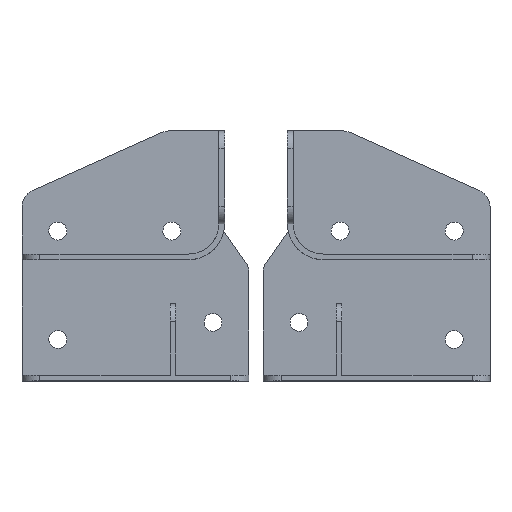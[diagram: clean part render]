
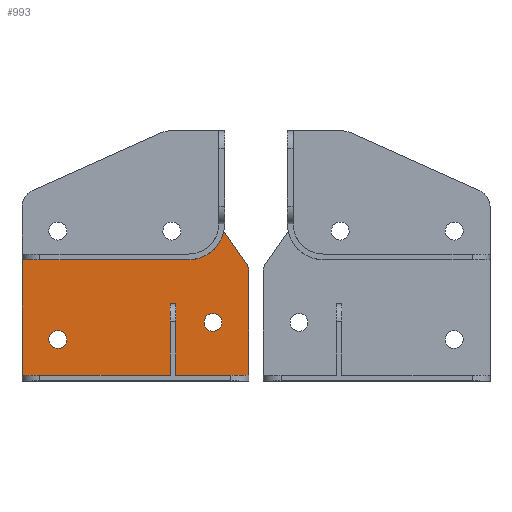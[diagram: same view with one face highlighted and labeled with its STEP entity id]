
A CAD part, top view. The second image highlights one B-rep face of the part: STEP entity #993.
In plain terms, the highlighted free-form (B-spline) face has degree [1, 1] with [2, 2] control points.
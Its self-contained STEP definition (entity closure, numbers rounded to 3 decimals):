
#286 = VERTEX_POINT('',#287);
#287 = CARTESIAN_POINT('',(-13.992,-11.194,
    2.239));
#292 = EDGE_CURVE('',#293,#286,#295,.T.);
#293 = VERTEX_POINT('',#294);
#294 = CARTESIAN_POINT('',(51.211,-11.194,
    2.239));
#295 = B_SPLINE_CURVE_WITH_KNOTS('',1,(#296,#297),.UNSPECIFIED.,.F.,.F.,
  (2,2),(-39.053,20.13),.PIECEWISE_BEZIER_KNOTS.);
#296 = CARTESIAN_POINT('',(51.211,-11.194,
    2.239));
#297 = CARTESIAN_POINT('',(-13.992,-11.194,
    2.239));
#336 = VERTEX_POINT('',#337);
#337 = CARTESIAN_POINT('',(-13.992,-56.388,
    2.239));
#342 = EDGE_CURVE('',#286,#336,#343,.T.);
#343 = B_SPLINE_CURVE_WITH_KNOTS('',1,(#344,#345),.UNSPECIFIED.,.F.,.F.,
  (2,2),(22.86,63.881),.PIECEWISE_BEZIER_KNOTS.);
#344 = CARTESIAN_POINT('',(-13.992,-11.194,
    2.239));
#345 = CARTESIAN_POINT('',(-13.992,-56.388,
    2.239));
#410 = VERTEX_POINT('',#411);
#411 = CARTESIAN_POINT('',(43.935,-56.388,2.239
    ));
#416 = EDGE_CURVE('',#336,#410,#417,.T.);
#417 = B_SPLINE_CURVE_WITH_KNOTS('',1,(#418,#419),.UNSPECIFIED.,.F.,.F.,
  (2,2),(0.,52.578),.PIECEWISE_BEZIER_KNOTS.);
#418 = CARTESIAN_POINT('',(-13.992,-56.388,
    2.239));
#419 = CARTESIAN_POINT('',(43.935,-56.388,2.239
    ));
#478 = VERTEX_POINT('',#479);
#479 = CARTESIAN_POINT('',(74.718,-16.197,
    2.239));
#484 = EDGE_CURVE('',#485,#478,#487,.T.);
#485 = VERTEX_POINT('',#486);
#486 = CARTESIAN_POINT('',(74.718,-56.388,
    2.239));
#487 = B_SPLINE_CURVE_WITH_KNOTS('',1,(#488,#489),.UNSPECIFIED.,.F.,.F.,
  (2,2),(0.,36.479),.PIECEWISE_BEZIER_KNOTS.);
#488 = CARTESIAN_POINT('',(74.718,-56.388,
    2.239));
#489 = CARTESIAN_POINT('',(74.718,-16.197,2.239
    ));
#564 = VERTEX_POINT('',#565);
#565 = CARTESIAN_POINT('',(46.174,-28.404,
    2.239));
#570 = EDGE_CURVE('',#571,#564,#573,.T.);
#571 = VERTEX_POINT('',#572);
#572 = CARTESIAN_POINT('',(43.935,-28.404,2.239
    ));
#573 = B_SPLINE_CURVE_WITH_KNOTS('',1,(#574,#575),.UNSPECIFIED.,.F.,.F.,
  (2,2),(27.178,29.21),.PIECEWISE_BEZIER_KNOTS.);
#574 = CARTESIAN_POINT('',(43.935,-28.404,2.239
    ));
#575 = CARTESIAN_POINT('',(46.174,-28.404,
    2.239));
#599 = VERTEX_POINT('',#600);
#600 = CARTESIAN_POINT('',(46.174,-56.388,
    2.239));
#605 = EDGE_CURVE('',#564,#599,#606,.T.);
#606 = B_SPLINE_CURVE_WITH_KNOTS('',1,(#607,#608),.UNSPECIFIED.,.F.,.F.,
  (2,2),(0.,25.4),.PIECEWISE_BEZIER_KNOTS.);
#607 = CARTESIAN_POINT('',(46.174,-28.404,
    2.239));
#608 = CARTESIAN_POINT('',(46.174,-56.388,
    2.239));
#655 = EDGE_CURVE('',#656,#478,#658,.T.);
#656 = VERTEX_POINT('',#657);
#657 = CARTESIAN_POINT('',(73.453,-12.185,
    2.239));
#658 = ( BOUNDED_CURVE() B_SPLINE_CURVE(2,(#659,#660,#661),
.UNSPECIFIED.,.F.,.F.) B_SPLINE_CURVE_WITH_KNOTS((3,3),(5.978,
6.589),.PIECEWISE_BEZIER_KNOTS.) CURVE() 
GEOMETRIC_REPRESENTATION_ITEM() RATIONAL_B_SPLINE_CURVE((1.,
0.954,1.)) REPRESENTATION_ITEM('') );
#659 = CARTESIAN_POINT('',(73.453,-12.185,
    2.239));
#660 = CARTESIAN_POINT('',(74.718,-13.992,
    2.239));
#661 = CARTESIAN_POINT('',(74.718,-16.197,
    2.239));
#683 = VERTEX_POINT('',#684);
#684 = CARTESIAN_POINT('',(64.921,0.003,
    2.239));
#689 = EDGE_CURVE('',#656,#683,#690,.T.);
#690 = B_SPLINE_CURVE_WITH_KNOTS('',1,(#691,#692),.UNSPECIFIED.,.F.,.F.,
  (2,2),(2.002,15.506),.PIECEWISE_BEZIER_KNOTS.);
#691 = CARTESIAN_POINT('',(73.453,-12.185,
    2.239));
#692 = CARTESIAN_POINT('',(64.921,0.003,
    2.239));
#967 = EDGE_CURVE('',#683,#293,#968,.T.);
#968 = ( BOUNDED_CURVE() B_SPLINE_CURVE(2,(#969,#970,#971),
.UNSPECIFIED.,.F.,.F.) B_SPLINE_CURVE_WITH_KNOTS((3,3),(4.914,
6.283),.PIECEWISE_BEZIER_KNOTS.) CURVE() 
GEOMETRIC_REPRESENTATION_ITEM() RATIONAL_B_SPLINE_CURVE((1.,
0.775,1.)) REPRESENTATION_ITEM('') );
#969 = CARTESIAN_POINT('',(64.921,0.003,
    2.239));
#970 = CARTESIAN_POINT('',(62.639,-11.194,
    2.239));
#971 = CARTESIAN_POINT('',(51.211,-11.194,
    2.239));
#993 = ADVANCED_FACE('',(#994,#1015,#1029),#1043,.T.);
#994 = FACE_BOUND('',#995,.T.);
#995 = EDGE_LOOP('',(#996,#997,#998,#999,#1000,#1001,#1002,#1007,#1008,
    #1009,#1014));
#996 = ORIENTED_EDGE('',*,*,#655,.F.);
#997 = ORIENTED_EDGE('',*,*,#689,.T.);
#998 = ORIENTED_EDGE('',*,*,#967,.T.);
#999 = ORIENTED_EDGE('',*,*,#292,.T.);
#1000 = ORIENTED_EDGE('',*,*,#342,.T.);
#1001 = ORIENTED_EDGE('',*,*,#416,.T.);
#1002 = ORIENTED_EDGE('',*,*,#1003,.F.);
#1003 = EDGE_CURVE('',#571,#410,#1004,.T.);
#1004 = B_SPLINE_CURVE_WITH_KNOTS('',1,(#1005,#1006),.UNSPECIFIED.,.F.,
  .F.,(2,2),(-6.35,19.05),.PIECEWISE_BEZIER_KNOTS.);
#1005 = CARTESIAN_POINT('',(43.935,-28.404,
    2.239));
#1006 = CARTESIAN_POINT('',(43.935,-56.388,
    2.239));
#1007 = ORIENTED_EDGE('',*,*,#570,.T.);
#1008 = ORIENTED_EDGE('',*,*,#605,.T.);
#1009 = ORIENTED_EDGE('',*,*,#1010,.T.);
#1010 = EDGE_CURVE('',#599,#485,#1011,.T.);
#1011 = B_SPLINE_CURVE_WITH_KNOTS('',1,(#1012,#1013),.UNSPECIFIED.,.F.,
  .F.,(2,2),(0.,25.908),.PIECEWISE_BEZIER_KNOTS.);
#1012 = CARTESIAN_POINT('',(46.174,-56.388,
    2.239));
#1013 = CARTESIAN_POINT('',(74.718,-56.388,
    2.239));
#1014 = ORIENTED_EDGE('',*,*,#484,.T.);
#1015 = FACE_BOUND('',#1016,.T.);
#1016 = EDGE_LOOP('',(#1017));
#1017 = ORIENTED_EDGE('',*,*,#1018,.T.);
#1018 = EDGE_CURVE('',#1019,#1019,#1021,.T.);
#1019 = VERTEX_POINT('',#1020);
#1020 = CARTESIAN_POINT('',(57.228,-35.68,
    2.239));
#1021 = ( BOUNDED_CURVE() B_SPLINE_CURVE(2,(#1022,#1023,#1024,#1025,
#1026,#1027,#1028),.UNSPECIFIED.,.T.,.F.) B_SPLINE_CURVE_WITH_KNOTS((3,2
    ,2,3),(3.142,5.236,7.33,9.425),
.PIECEWISE_BEZIER_KNOTS.) CURVE() GEOMETRIC_REPRESENTATION_ITEM() 
RATIONAL_B_SPLINE_CURVE((1.,0.5,1.,0.5,1.,0.5,1.)) REPRESENTATION_ITEM(
  '') );
#1022 = CARTESIAN_POINT('',(57.228,-35.68,
    2.239));
#1023 = CARTESIAN_POINT('',(57.228,-29.621,
    2.239));
#1024 = CARTESIAN_POINT('',(62.475,-32.651,
    2.239));
#1025 = CARTESIAN_POINT('',(67.722,-35.68,
    2.239));
#1026 = CARTESIAN_POINT('',(62.475,-38.709,
    2.239));
#1027 = CARTESIAN_POINT('',(57.228,-41.739,
    2.239));
#1028 = CARTESIAN_POINT('',(57.228,-35.68,
    2.239));
#1029 = FACE_BOUND('',#1030,.T.);
#1030 = EDGE_LOOP('',(#1031));
#1031 = ORIENTED_EDGE('',*,*,#1032,.T.);
#1032 = EDGE_CURVE('',#1033,#1033,#1035,.T.);
#1033 = VERTEX_POINT('',#1034);
#1034 = CARTESIAN_POINT('',(-3.498,-42.396,
    2.239));
#1035 = ( BOUNDED_CURVE() B_SPLINE_CURVE(2,(#1036,#1037,#1038,#1039,
#1040,#1041,#1042),.UNSPECIFIED.,.T.,.F.) B_SPLINE_CURVE_WITH_KNOTS((3,2
    ,2,3),(3.142,5.236,7.33,9.425),
.PIECEWISE_BEZIER_KNOTS.) CURVE() GEOMETRIC_REPRESENTATION_ITEM() 
RATIONAL_B_SPLINE_CURVE((1.,0.5,1.,0.5,1.,0.5,1.)) REPRESENTATION_ITEM(
  '') );
#1036 = CARTESIAN_POINT('',(-3.498,-42.396,
    2.239));
#1037 = CARTESIAN_POINT('',(-3.498,-36.337,
    2.239));
#1038 = CARTESIAN_POINT('',(1.749,-39.367,2.239
    ));
#1039 = CARTESIAN_POINT('',(6.996,-42.396,
    2.239));
#1040 = CARTESIAN_POINT('',(1.749,-45.426,2.239
    ));
#1041 = CARTESIAN_POINT('',(-3.498,-48.455,
    2.239));
#1042 = CARTESIAN_POINT('',(-3.498,-42.396,
    2.239));
#1043 = B_SPLINE_SURFACE_WITH_KNOTS('',1,1,(
    (#1044,#1045)
    ,(#1046,#1047
    )),.UNSPECIFIED.,.F.,.F.,.F.,(2,2),(2,2),(-40.259,40.259),(-43.371,
    7.813),.PIECEWISE_BEZIER_KNOTS.);
#1044 = CARTESIAN_POINT('',(-13.992,-56.388,
    2.239));
#1045 = CARTESIAN_POINT('',(-13.992,0.003,
    2.239));
#1046 = CARTESIAN_POINT('',(74.718,-56.388,
    2.239));
#1047 = CARTESIAN_POINT('',(74.718,0.003,
    2.239));
